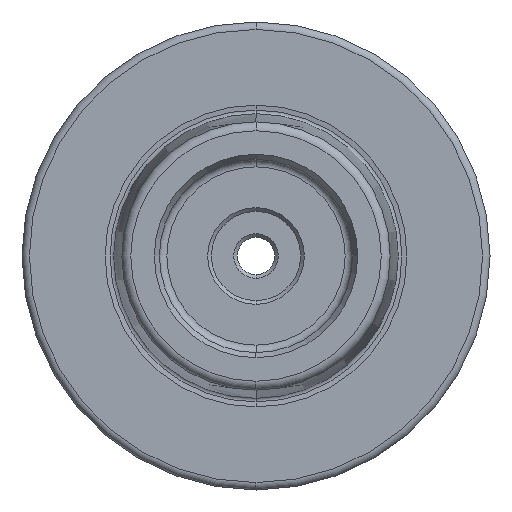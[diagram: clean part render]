
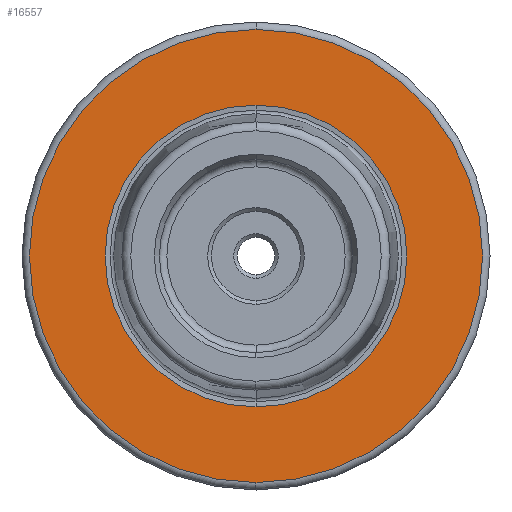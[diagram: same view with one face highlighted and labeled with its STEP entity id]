
A CAD part, left-side view. The second image highlights one B-rep face of the part: STEP entity #16557.
In plain terms, the highlighted planar face has unit normal (-1, 0, 0).
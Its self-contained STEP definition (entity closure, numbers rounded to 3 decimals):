
#435 = CARTESIAN_POINT ( 'NONE',  ( 0., 0., 0. ) ) ;
#441 = DIRECTION ( 'NONE',  ( 1., 0., 0. ) ) ;
#449 = DIRECTION ( 'NONE',  ( 0., 0., -1. ) ) ;
#605 = CARTESIAN_POINT ( 'NONE',  ( 0., 0., 0. ) ) ;
#610 = DIRECTION ( 'NONE',  ( 0., 0., 1. ) ) ;
#630 = DIRECTION ( 'NONE',  ( -1., 0., 0. ) ) ;
#1543 = EDGE_CURVE ( 'NONE', #24657, #24687, #25943, .T. ) ;
#1567 = EDGE_CURVE ( 'NONE', #24644, #24591, #25953, .T. ) ;
#1669 = AXIS2_PLACEMENT_3D ( 'NONE', #2395, #2401, #2405 ) ;
#2395 = CARTESIAN_POINT ( 'NONE',  ( 0., 0., 0. ) ) ;
#2401 = DIRECTION ( 'NONE',  ( 1., 0., 0. ) ) ;
#2405 = DIRECTION ( 'NONE',  ( 0., 0., -1. ) ) ;
#9784 = CARTESIAN_POINT ( 'NONE',  ( 0., 0., 30.5 ) ) ;
#9843 = CARTESIAN_POINT ( 'NONE',  ( 0., 0., -30.5 ) ) ;
#9852 = CARTESIAN_POINT ( 'NONE',  ( 0., 0., -20.308 ) ) ;
#9936 = CARTESIAN_POINT ( 'NONE',  ( 0., 0., 20.308 ) ) ;
#10568 = AXIS2_PLACEMENT_3D ( 'NONE', #11114, #11098, #11081 ) ;
#11081 = DIRECTION ( 'NONE',  ( 0., 0., 1. ) ) ;
#11098 = DIRECTION ( 'NONE',  ( -1., 0., 0. ) ) ;
#11114 = CARTESIAN_POINT ( 'NONE',  ( 0., 0., 0. ) ) ;
#15211 = EDGE_CURVE ( 'NONE', #24687, #24657, #25362, .T. ) ;
#15636 = ORIENTED_EDGE ( 'NONE', *, *, #15211, .T. ) ;
#15664 = ORIENTED_EDGE ( 'NONE', *, *, #1543, .T. ) ;
#15675 = ORIENTED_EDGE ( 'NONE', *, *, #25001, .T. ) ;
#15682 = ORIENTED_EDGE ( 'NONE', *, *, #1567, .T. ) ;
#16557 = ADVANCED_FACE ( 'NONE', ( #17963, #18000 ), #21936, .T. ) ;
#17006 = EDGE_LOOP ( 'NONE', ( #15675, #15682 ) ) ;
#17010 = EDGE_LOOP ( 'NONE', ( #15636, #15664 ) ) ;
#17963 = FACE_OUTER_BOUND ( 'NONE', #17006, .T. ) ;
#18000 = FACE_BOUND ( 'NONE', #17010, .T. ) ;
#18270 = CIRCLE ( 'NONE', #10568, 30.5 ) ;
#19701 = AXIS2_PLACEMENT_3D ( 'NONE', #21937, #21938, #21940 ) ;
#21936 = PLANE ( 'NONE',  #19701 ) ;
#21937 = CARTESIAN_POINT ( 'NONE',  ( 0., 20.308, 0. ) ) ;
#21938 = DIRECTION ( 'NONE',  ( -1., 0., 0. ) ) ;
#21940 = DIRECTION ( 'NONE',  ( 0., 0., 1. ) ) ;
#24591 = VERTEX_POINT ( 'NONE', #9784 ) ;
#24644 = VERTEX_POINT ( 'NONE', #9843 ) ;
#24657 = VERTEX_POINT ( 'NONE', #9852 ) ;
#24687 = VERTEX_POINT ( 'NONE', #9936 ) ;
#24957 = AXIS2_PLACEMENT_3D ( 'NONE', #605, #630, #610 ) ;
#24967 = AXIS2_PLACEMENT_3D ( 'NONE', #435, #441, #449 ) ;
#25001 = EDGE_CURVE ( 'NONE', #24591, #24644, #18270, .T. ) ;
#25362 = CIRCLE ( 'NONE', #1669, 20.308 ) ;
#25943 = CIRCLE ( 'NONE', #24967, 20.308 ) ;
#25953 = CIRCLE ( 'NONE', #24957, 30.5 ) ;
